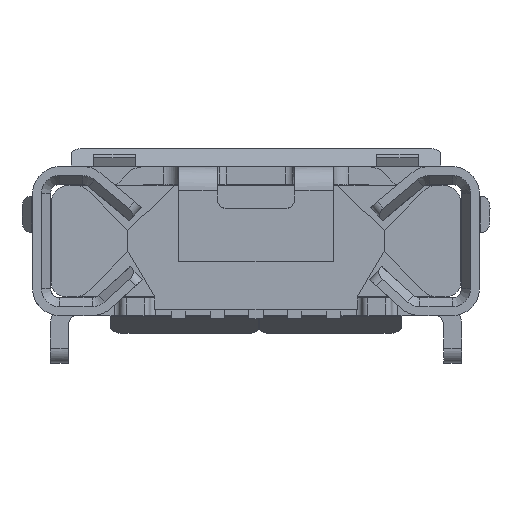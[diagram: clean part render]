
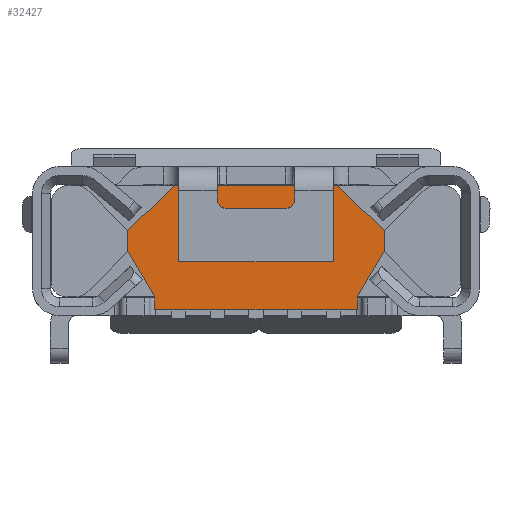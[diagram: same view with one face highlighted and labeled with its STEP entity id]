
A CAD part, front view. The second image highlights one B-rep face of the part: STEP entity #32427.
In plain terms, the highlighted planar face has unit normal (0, -1, 0).
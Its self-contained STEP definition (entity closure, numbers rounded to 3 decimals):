
#189 = VERTEX_POINT ( 'NONE', #8857 ) ;
#290 = CARTESIAN_POINT ( 'NONE',  ( 1.925, -4.03, 0.755 ) ) ;
#559 = DIRECTION ( 'NONE',  ( 1., 0., 0. ) ) ;
#669 = EDGE_CURVE ( 'NONE', #1041, #31774, #31959, .T. ) ;
#1041 = VERTEX_POINT ( 'NONE', #16913 ) ;
#1551 = CARTESIAN_POINT ( 'NONE',  ( -1.925, -4.03, 0.755 ) ) ;
#1667 = DIRECTION ( 'NONE',  ( 0.714, 0., 0.7 ) ) ;
#1857 = ORIENTED_EDGE ( 'NONE', *, *, #11966, .F. ) ;
#2412 = ORIENTED_EDGE ( 'NONE', *, *, #3147, .F. ) ;
#2734 = FACE_OUTER_BOUND ( 'NONE', #3155, .T. ) ;
#2928 = CARTESIAN_POINT ( 'NONE',  ( -1.374, -4.03, 2.245 ) ) ;
#3012 = CARTESIAN_POINT ( 'NONE',  ( 2.15, -4.03, 1.135 ) ) ;
#3147 = EDGE_CURVE ( 'NONE', #15108, #12566, #25763, .T. ) ;
#3155 = EDGE_LOOP ( 'NONE', ( #5725, #33352, #21952, #21748, #24589, #15262, #24447, #14698, #1857, #2412 ) ) ;
#3618 = VECTOR ( 'NONE', #6876, 1000. ) ;
#3690 = CARTESIAN_POINT ( 'NONE',  ( -1.7, -4.03, 1.202 ) ) ;
#4652 = CARTESIAN_POINT ( 'NONE',  ( -1.7, -4.03, 0.16 ) ) ;
#5085 = CARTESIAN_POINT ( 'NONE',  ( 2.15, -4.03, 1.202 ) ) ;
#5725 = ORIENTED_EDGE ( 'NONE', *, *, #17587, .F. ) ;
#6876 = DIRECTION ( 'NONE',  ( -0.509, 0., 0.86 ) ) ;
#7953 = CARTESIAN_POINT ( 'NONE',  ( 0., -4.03, 0.16 ) ) ;
#8766 = VERTEX_POINT ( 'NONE', #10608 ) ;
#8857 = CARTESIAN_POINT ( 'NONE',  ( -1.7, -4.03, 0.375 ) ) ;
#8957 = VECTOR ( 'NONE', #1667, 1000. ) ;
#9114 = DIRECTION ( 'NONE',  ( -0.509, 0., -0.86 ) ) ;
#9171 = DIRECTION ( 'NONE',  ( 0., 1., 0. ) ) ;
#9394 = EDGE_CURVE ( 'NONE', #189, #1041, #9645, .T. ) ;
#9528 = CARTESIAN_POINT ( 'NONE',  ( -2.15, -4.03, 1.485 ) ) ;
#9584 = DIRECTION ( 'NONE',  ( 0., 0., 1. ) ) ;
#9645 = LINE ( 'NONE', #1551, #3618 ) ;
#10011 = VECTOR ( 'NONE', #25566, 1000. ) ;
#10608 = CARTESIAN_POINT ( 'NONE',  ( 1.7, -4.03, 0.16 ) ) ;
#10976 = VECTOR ( 'NONE', #24089, 1000. ) ;
#11966 = EDGE_CURVE ( 'NONE', #12566, #8766, #14935, .T. ) ;
#12131 = LINE ( 'NONE', #3690, #16109 ) ;
#12566 = VERTEX_POINT ( 'NONE', #17251 ) ;
#14227 = LINE ( 'NONE', #5085, #10011 ) ;
#14241 = VECTOR ( 'NONE', #559, 1000. ) ;
#14698 = ORIENTED_EDGE ( 'NONE', *, *, #28886, .T. ) ;
#14935 = LINE ( 'NONE', #23025, #25551 ) ;
#15108 = VERTEX_POINT ( 'NONE', #3012 ) ;
#15262 = ORIENTED_EDGE ( 'NONE', *, *, #9394, .F. ) ;
#15791 = CARTESIAN_POINT ( 'NONE',  ( 2.15, -4.03, 1.485 ) ) ;
#16109 = VECTOR ( 'NONE', #9584, 1000. ) ;
#16484 = PLANE ( 'NONE',  #18399 ) ;
#16913 = CARTESIAN_POINT ( 'NONE',  ( -2.15, -4.03, 1.135 ) ) ;
#17251 = CARTESIAN_POINT ( 'NONE',  ( 1.7, -4.03, 0.375 ) ) ;
#17587 = EDGE_CURVE ( 'NONE', #24172, #15108, #14227, .T. ) ;
#18399 = AXIS2_PLACEMENT_3D ( 'NONE', #19812, #9171, #30891 ) ;
#18951 = LINE ( 'NONE', #7953, #10976 ) ;
#19812 = CARTESIAN_POINT ( 'NONE',  ( 2.15, -4.03, 0.159 ) ) ;
#20039 = VERTEX_POINT ( 'NONE', #4652 ) ;
#21252 = CARTESIAN_POINT ( 'NONE',  ( -2.15, -4.03, 1.202 ) ) ;
#21268 = VERTEX_POINT ( 'NONE', #31236 ) ;
#21513 = CARTESIAN_POINT ( 'NONE',  ( -1.762, -4.03, 1.865 ) ) ;
#21528 = EDGE_CURVE ( 'NONE', #31774, #29182, #27312, .T. ) ;
#21595 = EDGE_CURVE ( 'NONE', #29182, #21268, #30390, .T. ) ;
#21748 = ORIENTED_EDGE ( 'NONE', *, *, #21528, .F. ) ;
#21952 = ORIENTED_EDGE ( 'NONE', *, *, #21595, .F. ) ;
#22224 = VECTOR ( 'NONE', #23629, 1000. ) ;
#22417 = EDGE_CURVE ( 'NONE', #21268, #24172, #29986, .T. ) ;
#23025 = CARTESIAN_POINT ( 'NONE',  ( 1.7, -4.03, 1.202 ) ) ;
#23629 = DIRECTION ( 'NONE',  ( 0., 0., 1. ) ) ;
#24067 = EDGE_CURVE ( 'NONE', #20039, #189, #12131, .T. ) ;
#24089 = DIRECTION ( 'NONE',  ( 1., 0., 0. ) ) ;
#24162 = VECTOR ( 'NONE', #36014, 1000. ) ;
#24172 = VERTEX_POINT ( 'NONE', #15791 ) ;
#24447 = ORIENTED_EDGE ( 'NONE', *, *, #24067, .F. ) ;
#24589 = ORIENTED_EDGE ( 'NONE', *, *, #669, .F. ) ;
#25551 = VECTOR ( 'NONE', #31542, 1000. ) ;
#25566 = DIRECTION ( 'NONE',  ( 0., 0., -1. ) ) ;
#25763 = LINE ( 'NONE', #290, #32917 ) ;
#27312 = LINE ( 'NONE', #21513, #8957 ) ;
#27602 = CARTESIAN_POINT ( 'NONE',  ( 1.762, -4.03, 1.865 ) ) ;
#28748 = CARTESIAN_POINT ( 'NONE',  ( 0., -4.03, 2.245 ) ) ;
#28886 = EDGE_CURVE ( 'NONE', #20039, #8766, #18951, .T. ) ;
#29182 = VERTEX_POINT ( 'NONE', #2928 ) ;
#29986 = LINE ( 'NONE', #27602, #24162 ) ;
#30390 = LINE ( 'NONE', #28748, #14241 ) ;
#30891 = DIRECTION ( 'NONE',  ( -1., 0., 0. ) ) ;
#31236 = CARTESIAN_POINT ( 'NONE',  ( 1.374, -4.03, 2.245 ) ) ;
#31542 = DIRECTION ( 'NONE',  ( 0., 0., -1. ) ) ;
#31774 = VERTEX_POINT ( 'NONE', #9528 ) ;
#31959 = LINE ( 'NONE', #21252, #22224 ) ;
#32427 = ADVANCED_FACE ( 'NONE', ( #2734 ), #16484, .F. ) ;
#32917 = VECTOR ( 'NONE', #9114, 1000. ) ;
#33352 = ORIENTED_EDGE ( 'NONE', *, *, #22417, .F. ) ;
#36014 = DIRECTION ( 'NONE',  ( 0.714, 0., -0.7 ) ) ;
